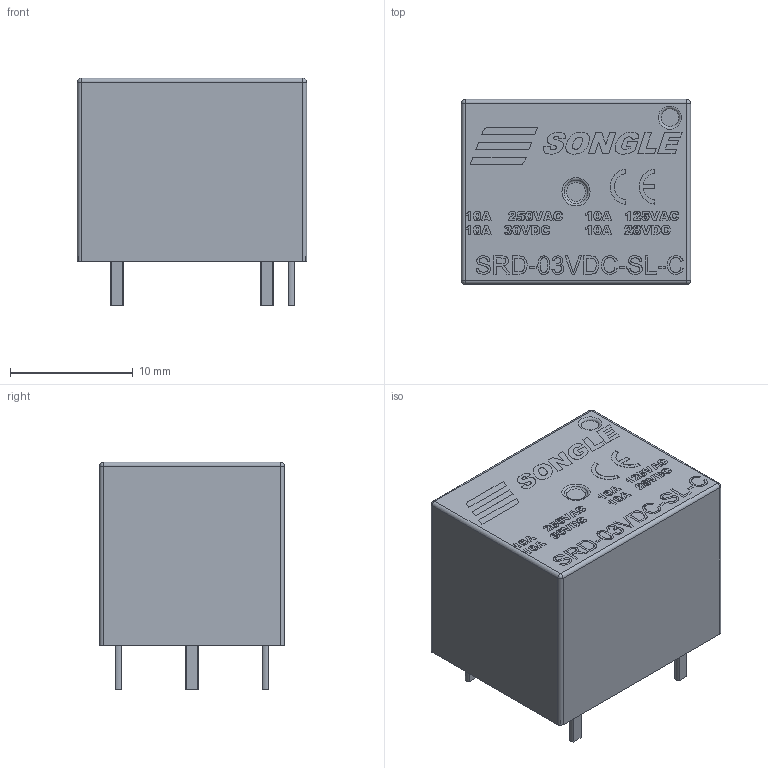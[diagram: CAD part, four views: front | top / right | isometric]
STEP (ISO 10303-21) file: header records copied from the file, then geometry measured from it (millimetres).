
FILE_DESCRIPTION(/* description */ ('Unknown'),/* implementation_level */ '2;1');
FILE_NAME(/* name */ 'Relay - SRD-03VDC-SL-C',/* time_stamp */ '2018-10-29T21:22:57-04:00',/* author */ ('Unknown'),/* organization */ ('Unknown'),/* preprocessor_version */ 'ST-DEVELOPER v16.7',/* originating_system */ 'DEX',/* authorisation */ $);
FILE_SCHEMA (('AUTOMOTIVE_DESIGN {1 0 10303 214 3 1 1}'));
Length unit declared in the file: millimetre
Products named in the file (1): Relay - SRD-03VDC-SL-C
Bounding box: 18.69 x 15.09 x 18.55 mm (x, y, z)
Volume: 4081.7 mm3; surface area: 1981.1 mm2
Topology: 1 solids, 21 shells, 654 faces, 1563 edges, 1035 vertices
Faces by surface type: plane 499, bspline 116, cylinder 32, sphere 4, torus 3
Full cylindrical faces by diameter (mm): 1.442 x1
Entity records: 29444 total; most frequent: CARTESIAN_POINT 10853, ORIENTED_EDGE 3064, DIRECTION 2260, EDGE_CURVE 1532, LINE 1046, VECTOR 1046, VERTEX_POINT 1034, EDGE_LOOP 780
